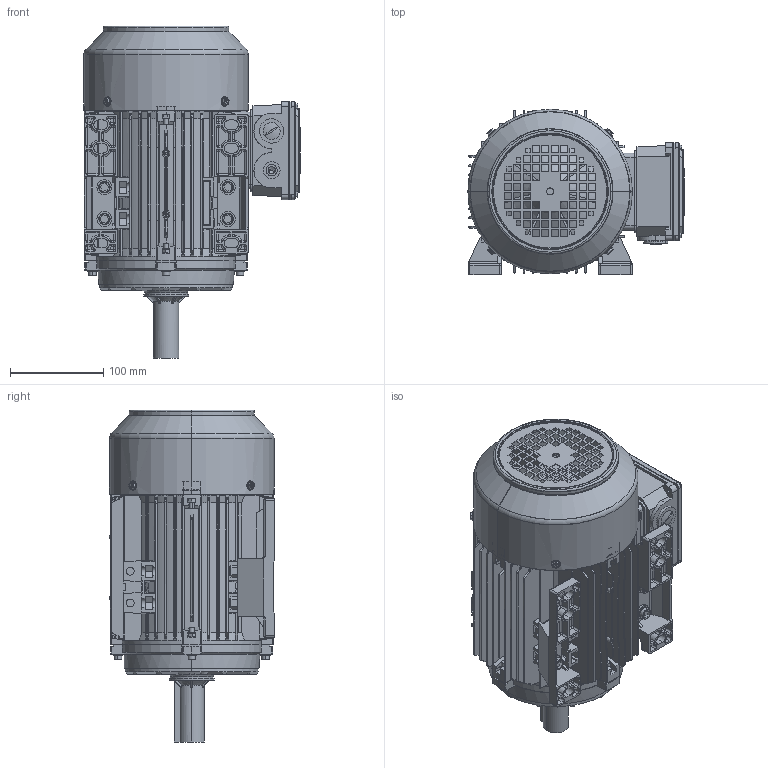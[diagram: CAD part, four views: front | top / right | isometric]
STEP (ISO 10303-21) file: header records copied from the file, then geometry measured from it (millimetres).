
FILE_DESCRIPTION (( 'STEP AP203' ), '1' );
FILE_NAME ('NEMA56-140ﾆﾕﾍｨｸﾇ｣ｨﾐﾂｻ惞ﾇ｡｢140ｵﾗｽﾅ｣ｩ.STEP', '2016-04-07T00:29:56', ( 'Windows ﾓﾃｻｧ' ), ( 'Sky123.Org' ), 'SwSTEP 2.0', 'SolidWorks 2013', '' );
FILE_SCHEMA (( 'CONFIG_CONTROL_DESIGN' ));
Length unit declared in the file: millimetre
Products named in the file (39): TA90啞伎蹟杶; 嘎殤蚐猾25X37X7; 205粣創; 接线盒座接地齿形垫片Φ5; 波形垫圈D52(6205); 防水圈25X46X2; TA90綴傷裔; 坶諉盄碟釱M4X10; NEMA56-140儂褲蜊; NEMA140酘菁褐; 坶ヶ綴裔M5X30; TA90瑞珔; MS80-100方型接线盒盖密封垫; 90霧齪; NEMA140衵菁褐; 坶綴裔M5X20; TA90瑞珔縐嘀; MS80-100陔諉盄碟裔; 霧齪M3X4; 坶菁褐M8X27; ヶ綴裔喘倛菜え朴5; TA90瑞欶; 諉盄碟裔蹟隊M4X12; MS80-100諉盄碟躇猾菜; 菁褐坶踡蹟譫M8; ヶ綴裔蹟譫M5; 瑞欶蹟隊M4X6; 諉華蹟隊M4X6; MS80-100源倰諉盄釱; 菁褐粟銅菜え朴8; 坶粣創揤啣M5X25; TA90ヶ傷裔; 諉華喘倛菜え朴4; 0.5-14NPT出线螺塞; NEMA56-140普通盖（新机壳、140底脚）; 80す瑩B; TA205粣創揤啣; NEMA145T蛌粣; 諉盄碟諉華蹟隊M5X8
Assembly tree (80 placements, depth 2):
  NEMA56-140普通盖（新机壳、140底脚）
    NEMA56-140儂褲蜊
    90霧齪
    霧齪M3X4  x2
    MS80-100諉盄碟躇猾菜
    MS80-100源倰諉盄釱
    0.5-14NPT出线螺塞
    諉盄碟諉華蹟隊M5X8
    接线盒座接地齿形垫片Φ5
    坶諉盄碟釱M4X10  x4
    MS80-100方型接线盒盖密封垫
    MS80-100陔諉盄碟裔
    諉盄碟裔蹟隊M4X12  x4
    諉華蹟隊M4X6
    諉華喘倛菜え朴4
    NEMA145T蛌粣
    205粣創  x2
    TA90綴傷裔
    TA90瑞珔
    TA90瑞珔縐嘀
    TA90瑞欶
    瑞欶蹟隊M4X6  x4
    TA90ヶ傷裔
    TA205粣創揤啣
    嘎殤蚐猾25X37X7  x2
    防水圈25X46X2
    坶ヶ綴裔M5X30  x7
    坶綴裔M5X20
    ヶ綴裔喘倛菜え朴5  x8
    ヶ綴裔蹟譫M5  x7
    坶粣創揤啣M5X25  x3
    80す瑩B
    TA90啞伎蹟杶
    波形垫圈D52(6205)
    NEMA140酘菁褐
    NEMA140衵菁褐
    坶菁褐M8X27  x4
    菁褐坶踡蹟譫M8  x4
    菁褐粟銅菜え朴8  x4
Bounding box: 231.55 x 177.48 x 355.35 mm (x, y, z)
Volume: 1432948.8 mm3; surface area: 962534.4 mm2
Topology: 80 solids, 80 shells, 4387 faces, 11322 edges, 7158 vertices
Faces by surface type: plane 2295, cylinder 1354, cone 346, torus 236, sphere 98, bspline 58
Entity records: 124483 total; most frequent: CARTESIAN_POINT 28929, ORIENTED_EDGE 19154, DIRECTION 18319, EDGE_CURVE 9577, AXIS2_PLACEMENT_3D 6311, VERTEX_POINT 6120, LINE 5697, VECTOR 5697
